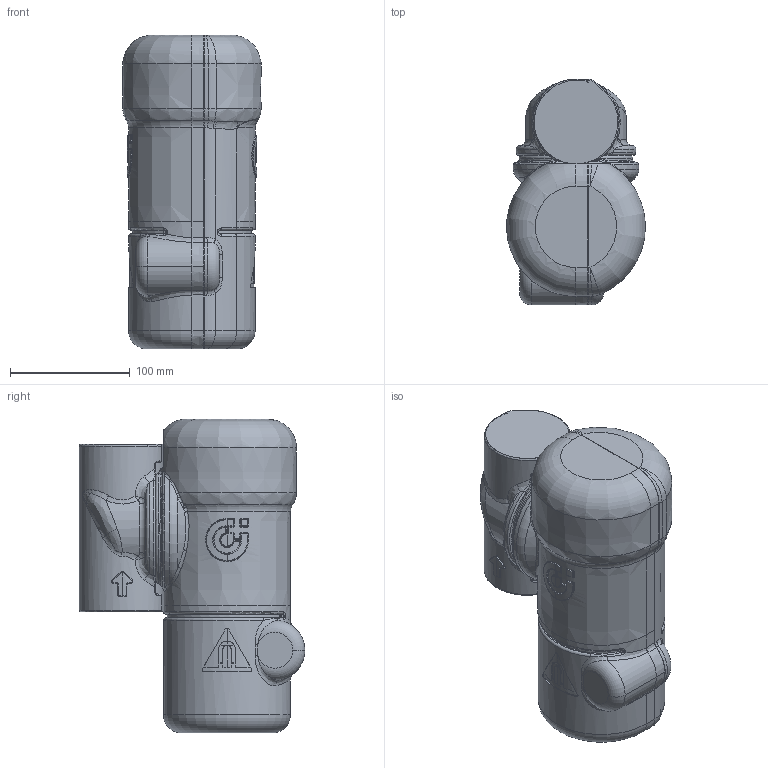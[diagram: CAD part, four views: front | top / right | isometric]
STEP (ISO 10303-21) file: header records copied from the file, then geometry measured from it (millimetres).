
FILE_DESCRIPTION(('CATIA V5 STEP Exchange','CAx-IF Rec.Pracs.--- Model Styling and Organization---1.4--- 2014-01-23','CAx-IF Rec.Pracs.---3D Tessellated Data Validation Properties---0.5---2014-09-14'),'2;1');
FILE_NAME('STEP_CBN545305_-_TST.stp','2021-02-02T13:07:41+00:00',('none'),('none'),'CATIA Version 5-6 Release 2019 SP3','CATIA V5 STEP AP242 v1','none');
FILE_SCHEMA(('AP242_MANAGED_MODEL_BASED_3D_ENGINEERING_MIM_LF {1 0 10303 442 1 1 4}'));
Products named in the file (1): CBN545305 - TST
Bounding box: 115.94 x 188.5 x 262.02 mm (x, y, z)
Volume: 3057350.8 mm3; surface area: 172663.7 mm2
Topology: 1 solids, 6 shells, 777 faces, 1969 edges, 1173 vertices
Faces by surface type: bspline 246, cylinder 228, plane 129, torus 101, cone 40, revolution 15, extrusion 13, sphere 5
Entity records: 41739 total; most frequent: CARTESIAN_POINT 25994, ORIENTED_EDGE 3862, EDGE_CURVE 1931, DIRECTION 1708, VERTEX_POINT 1173, B_SPLINE_CURVE_WITH_KNOTS 1073, AXIS2_PLACEMENT_3D 855, EDGE_LOOP 788
